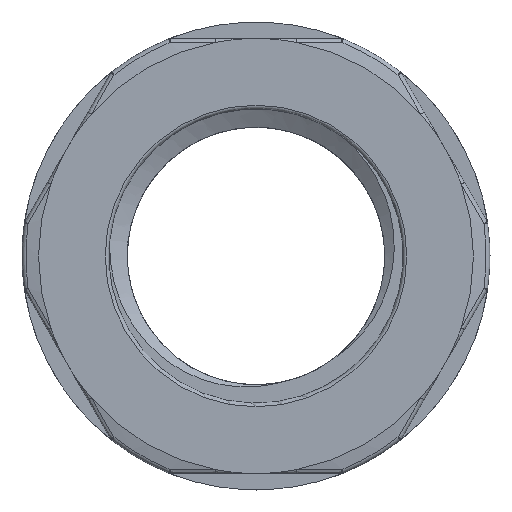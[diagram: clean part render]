
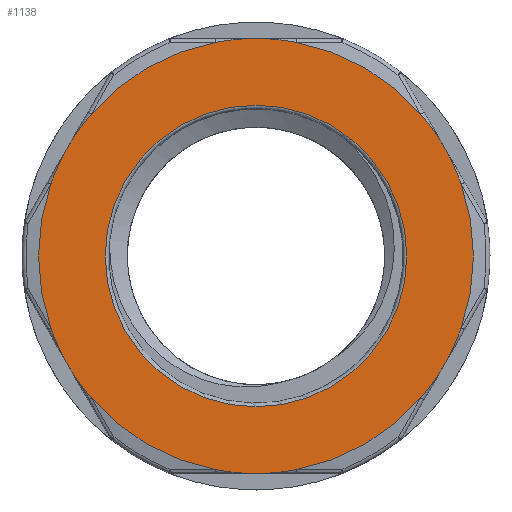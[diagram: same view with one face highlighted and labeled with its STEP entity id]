
A CAD part, left-side view. The second image highlights one B-rep face of the part: STEP entity #1138.
In plain terms, the highlighted planar face has unit normal (-1, 0, 0).
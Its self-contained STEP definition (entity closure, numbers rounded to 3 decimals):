
#34=FACE_BOUND('',#280,.T.);
#45=PLANE('',#1232);
#63=CIRCLE('',#1229,6.241);
#65=CIRCLE('',#1233,9.);
#66=CIRCLE('',#1234,9.);
#67=CIRCLE('',#1235,9.);
#68=CIRCLE('',#1236,9.);
#69=CIRCLE('',#1237,9.);
#70=CIRCLE('',#1238,9.);
#71=CIRCLE('',#1239,9.);
#72=CIRCLE('',#1240,9.);
#73=CIRCLE('',#1241,9.);
#74=CIRCLE('',#1242,9.);
#75=CIRCLE('',#1243,9.);
#76=CIRCLE('',#1244,9.);
#77=CIRCLE('',#1245,9.);
#78=CIRCLE('',#1246,9.);
#79=CIRCLE('',#1247,9.);
#80=CIRCLE('',#1248,9.);
#81=CIRCLE('',#1249,9.);
#82=CIRCLE('',#1250,9.);
#195=FACE_OUTER_BOUND('',#279,.T.);
#279=EDGE_LOOP('',(#783,#784,#785,#786,#787,#788,#789,#790,#791,#792,#793,
#794,#795,#796,#797,#798,#799,#800));
#280=EDGE_LOOP('',(#801));
#480=VERTEX_POINT('',#2403);
#481=VERTEX_POINT('',#2408);
#482=VERTEX_POINT('',#2409);
#483=VERTEX_POINT('',#2411);
#484=VERTEX_POINT('',#2413);
#485=VERTEX_POINT('',#2415);
#486=VERTEX_POINT('',#2417);
#487=VERTEX_POINT('',#2419);
#488=VERTEX_POINT('',#2421);
#489=VERTEX_POINT('',#2423);
#490=VERTEX_POINT('',#2425);
#491=VERTEX_POINT('',#2427);
#492=VERTEX_POINT('',#2429);
#493=VERTEX_POINT('',#2431);
#494=VERTEX_POINT('',#2433);
#495=VERTEX_POINT('',#2435);
#496=VERTEX_POINT('',#2437);
#497=VERTEX_POINT('',#2439);
#498=VERTEX_POINT('',#2441);
#588=EDGE_CURVE('',#480,#480,#63,.T.);
#590=EDGE_CURVE('',#481,#482,#65,.T.);
#591=EDGE_CURVE('',#483,#481,#66,.T.);
#592=EDGE_CURVE('',#484,#483,#67,.T.);
#593=EDGE_CURVE('',#485,#484,#68,.T.);
#594=EDGE_CURVE('',#486,#485,#69,.T.);
#595=EDGE_CURVE('',#487,#486,#70,.T.);
#596=EDGE_CURVE('',#488,#487,#71,.T.);
#597=EDGE_CURVE('',#489,#488,#72,.T.);
#598=EDGE_CURVE('',#490,#489,#73,.T.);
#599=EDGE_CURVE('',#491,#490,#74,.T.);
#600=EDGE_CURVE('',#492,#491,#75,.T.);
#601=EDGE_CURVE('',#493,#492,#76,.T.);
#602=EDGE_CURVE('',#494,#493,#77,.T.);
#603=EDGE_CURVE('',#495,#494,#78,.T.);
#604=EDGE_CURVE('',#496,#495,#79,.T.);
#605=EDGE_CURVE('',#497,#496,#80,.T.);
#606=EDGE_CURVE('',#498,#497,#81,.T.);
#607=EDGE_CURVE('',#482,#498,#82,.T.);
#783=ORIENTED_EDGE('',*,*,#590,.F.);
#784=ORIENTED_EDGE('',*,*,#591,.F.);
#785=ORIENTED_EDGE('',*,*,#592,.F.);
#786=ORIENTED_EDGE('',*,*,#593,.F.);
#787=ORIENTED_EDGE('',*,*,#594,.F.);
#788=ORIENTED_EDGE('',*,*,#595,.F.);
#789=ORIENTED_EDGE('',*,*,#596,.F.);
#790=ORIENTED_EDGE('',*,*,#597,.F.);
#791=ORIENTED_EDGE('',*,*,#598,.F.);
#792=ORIENTED_EDGE('',*,*,#599,.F.);
#793=ORIENTED_EDGE('',*,*,#600,.F.);
#794=ORIENTED_EDGE('',*,*,#601,.F.);
#795=ORIENTED_EDGE('',*,*,#602,.F.);
#796=ORIENTED_EDGE('',*,*,#603,.F.);
#797=ORIENTED_EDGE('',*,*,#604,.F.);
#798=ORIENTED_EDGE('',*,*,#605,.F.);
#799=ORIENTED_EDGE('',*,*,#606,.F.);
#800=ORIENTED_EDGE('',*,*,#607,.F.);
#801=ORIENTED_EDGE('',*,*,#588,.F.);
#1138=ADVANCED_FACE('',(#195,#34),#45,.T.);
#1229=AXIS2_PLACEMENT_3D('',#2404,#1400,#1401);
#1232=AXIS2_PLACEMENT_3D('',#2407,#1406,#1407);
#1233=AXIS2_PLACEMENT_3D('',#2410,#1408,#1409);
#1234=AXIS2_PLACEMENT_3D('',#2412,#1410,#1411);
#1235=AXIS2_PLACEMENT_3D('',#2414,#1412,#1413);
#1236=AXIS2_PLACEMENT_3D('',#2416,#1414,#1415);
#1237=AXIS2_PLACEMENT_3D('',#2418,#1416,#1417);
#1238=AXIS2_PLACEMENT_3D('',#2420,#1418,#1419);
#1239=AXIS2_PLACEMENT_3D('',#2422,#1420,#1421);
#1240=AXIS2_PLACEMENT_3D('',#2424,#1422,#1423);
#1241=AXIS2_PLACEMENT_3D('',#2426,#1424,#1425);
#1242=AXIS2_PLACEMENT_3D('',#2428,#1426,#1427);
#1243=AXIS2_PLACEMENT_3D('',#2430,#1428,#1429);
#1244=AXIS2_PLACEMENT_3D('',#2432,#1430,#1431);
#1245=AXIS2_PLACEMENT_3D('',#2434,#1432,#1433);
#1246=AXIS2_PLACEMENT_3D('',#2436,#1434,#1435);
#1247=AXIS2_PLACEMENT_3D('',#2438,#1436,#1437);
#1248=AXIS2_PLACEMENT_3D('',#2440,#1438,#1439);
#1249=AXIS2_PLACEMENT_3D('',#2442,#1440,#1441);
#1250=AXIS2_PLACEMENT_3D('',#2443,#1442,#1443);
#1400=DIRECTION('center_axis',(-1.,0.,0.));
#1401=DIRECTION('ref_axis',(0.,-0.866,0.5));
#1406=DIRECTION('center_axis',(-1.,0.,0.));
#1407=DIRECTION('ref_axis',(0.,0.,1.));
#1408=DIRECTION('center_axis',(1.,0.,0.));
#1409=DIRECTION('ref_axis',(0.,-1.,0.));
#1410=DIRECTION('center_axis',(1.,0.,0.));
#1411=DIRECTION('ref_axis',(0.,-1.,0.));
#1412=DIRECTION('center_axis',(1.,0.,0.));
#1413=DIRECTION('ref_axis',(0.,-1.,0.));
#1414=DIRECTION('center_axis',(1.,0.,0.));
#1415=DIRECTION('ref_axis',(0.,-1.,0.));
#1416=DIRECTION('center_axis',(1.,0.,0.));
#1417=DIRECTION('ref_axis',(0.,-1.,0.));
#1418=DIRECTION('center_axis',(1.,0.,0.));
#1419=DIRECTION('ref_axis',(0.,-1.,0.));
#1420=DIRECTION('center_axis',(1.,0.,0.));
#1421=DIRECTION('ref_axis',(0.,-1.,0.));
#1422=DIRECTION('center_axis',(1.,0.,0.));
#1423=DIRECTION('ref_axis',(0.,-1.,0.));
#1424=DIRECTION('center_axis',(1.,0.,0.));
#1425=DIRECTION('ref_axis',(0.,-1.,0.));
#1426=DIRECTION('center_axis',(1.,0.,0.));
#1427=DIRECTION('ref_axis',(0.,-1.,0.));
#1428=DIRECTION('center_axis',(1.,0.,0.));
#1429=DIRECTION('ref_axis',(0.,-1.,0.));
#1430=DIRECTION('center_axis',(1.,0.,0.));
#1431=DIRECTION('ref_axis',(0.,-1.,0.));
#1432=DIRECTION('center_axis',(1.,0.,0.));
#1433=DIRECTION('ref_axis',(0.,-1.,0.));
#1434=DIRECTION('center_axis',(1.,0.,0.));
#1435=DIRECTION('ref_axis',(0.,-1.,0.));
#1436=DIRECTION('center_axis',(1.,0.,0.));
#1437=DIRECTION('ref_axis',(0.,-1.,0.));
#1438=DIRECTION('center_axis',(1.,0.,0.));
#1439=DIRECTION('ref_axis',(0.,-1.,0.));
#1440=DIRECTION('center_axis',(1.,0.,0.));
#1441=DIRECTION('ref_axis',(0.,-1.,0.));
#1442=DIRECTION('center_axis',(1.,0.,0.));
#1443=DIRECTION('ref_axis',(0.,-1.,0.));
#2403=CARTESIAN_POINT('',(-4.95,5.405,-3.121));
#2404=CARTESIAN_POINT('Origin',(-4.95,0.,0.));
#2407=CARTESIAN_POINT('Origin',(-4.95,9.685,0.));
#2408=CARTESIAN_POINT('',(-4.95,7.794,-4.5));
#2409=CARTESIAN_POINT('',(-4.95,8.497,-2.967));
#2410=CARTESIAN_POINT('Origin',(-4.95,0.,0.));
#2411=CARTESIAN_POINT('',(-4.95,6.818,-5.875));
#2412=CARTESIAN_POINT('Origin',(-4.95,0.,0.));
#2413=CARTESIAN_POINT('',(-4.95,1.679,-8.842));
#2414=CARTESIAN_POINT('Origin',(-4.95,0.,0.));
#2415=CARTESIAN_POINT('',(-4.95,0.,-9.));
#2416=CARTESIAN_POINT('Origin',(-4.95,0.,0.));
#2417=CARTESIAN_POINT('',(-4.95,-1.679,-8.842));
#2418=CARTESIAN_POINT('Origin',(-4.95,0.,0.));
#2419=CARTESIAN_POINT('',(-4.95,-6.818,-5.875));
#2420=CARTESIAN_POINT('Origin',(-4.95,0.,0.));
#2421=CARTESIAN_POINT('',(-4.95,-7.794,-4.5));
#2422=CARTESIAN_POINT('Origin',(-4.95,0.,0.));
#2423=CARTESIAN_POINT('',(-4.95,-8.497,-2.967));
#2424=CARTESIAN_POINT('Origin',(-4.95,0.,0.));
#2425=CARTESIAN_POINT('',(-4.95,-8.497,2.967));
#2426=CARTESIAN_POINT('Origin',(-4.95,0.,0.));
#2427=CARTESIAN_POINT('',(-4.95,-7.794,4.5));
#2428=CARTESIAN_POINT('Origin',(-4.95,0.,0.));
#2429=CARTESIAN_POINT('',(-4.95,-6.818,5.875));
#2430=CARTESIAN_POINT('Origin',(-4.95,0.,0.));
#2431=CARTESIAN_POINT('',(-4.95,-1.679,8.842));
#2432=CARTESIAN_POINT('Origin',(-4.95,0.,0.));
#2433=CARTESIAN_POINT('',(-4.95,0.,9.));
#2434=CARTESIAN_POINT('Origin',(-4.95,0.,0.));
#2435=CARTESIAN_POINT('',(-4.95,1.679,8.842));
#2436=CARTESIAN_POINT('Origin',(-4.95,0.,0.));
#2437=CARTESIAN_POINT('',(-4.95,6.818,5.875));
#2438=CARTESIAN_POINT('Origin',(-4.95,0.,0.));
#2439=CARTESIAN_POINT('',(-4.95,7.794,4.5));
#2440=CARTESIAN_POINT('Origin',(-4.95,0.,0.));
#2441=CARTESIAN_POINT('',(-4.95,8.497,2.967));
#2442=CARTESIAN_POINT('Origin',(-4.95,0.,0.));
#2443=CARTESIAN_POINT('Origin',(-4.95,0.,0.));
